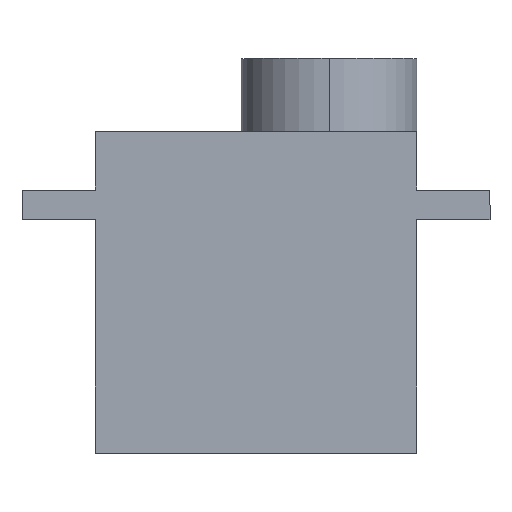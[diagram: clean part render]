
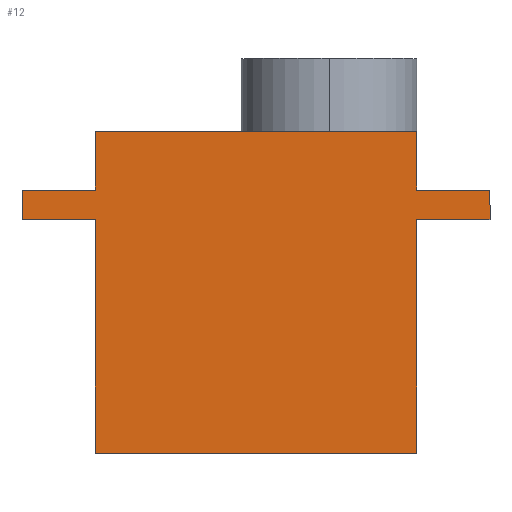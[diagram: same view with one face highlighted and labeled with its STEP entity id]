
A CAD part, top view. The second image highlights one B-rep face of the part: STEP entity #12.
In plain terms, the highlighted planar face has unit normal (0, 0, 1).
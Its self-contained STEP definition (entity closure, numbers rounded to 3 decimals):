
#2 = DIRECTION ( 'NONE',  ( 0., -1., 0. ) ) ;
#12 = ADVANCED_FACE ( 'NONE', ( #535 ), #678, .F. ) ;
#18 = ORIENTED_EDGE ( 'NONE', *, *, #405, .F. ) ;
#31 = CARTESIAN_POINT ( 'NONE',  ( 0., 22., 0. ) ) ;
#35 = VECTOR ( 'NONE', #82, 1000. ) ;
#48 = CARTESIAN_POINT ( 'NONE',  ( 0., 0., 0. ) ) ;
#49 = EDGE_CURVE ( 'NONE', #666, #56, #586, .T. ) ;
#51 = VERTEX_POINT ( 'NONE', #573 ) ;
#55 = CARTESIAN_POINT ( 'NONE',  ( 0., 22., 0. ) ) ;
#56 = VERTEX_POINT ( 'NONE', #751 ) ;
#57 = CARTESIAN_POINT ( 'NONE',  ( 22., 22., 0. ) ) ;
#73 = LINE ( 'NONE', #324, #529 ) ;
#82 = DIRECTION ( 'NONE',  ( -1., 0., 0. ) ) ;
#95 = ORIENTED_EDGE ( 'NONE', *, *, #520, .T. ) ;
#119 = VERTEX_POINT ( 'NONE', #453 ) ;
#138 = CARTESIAN_POINT ( 'NONE',  ( 0., 16., 0. ) ) ;
#144 = LINE ( 'NONE', #303, #553 ) ;
#174 = VERTEX_POINT ( 'NONE', #523 ) ;
#179 = VERTEX_POINT ( 'NONE', #526 ) ;
#185 = VERTEX_POINT ( 'NONE', #651 ) ;
#198 = ORIENTED_EDGE ( 'NONE', *, *, #556, .T. ) ;
#220 = CARTESIAN_POINT ( 'NONE',  ( -5., 16., 0. ) ) ;
#221 = VECTOR ( 'NONE', #343, 1000. ) ;
#234 = LINE ( 'NONE', #491, #327 ) ;
#236 = EDGE_CURVE ( 'NONE', #174, #394, #410, .T. ) ;
#241 = LINE ( 'NONE', #220, #221 ) ;
#249 = LINE ( 'NONE', #55, #325 ) ;
#255 = DIRECTION ( 'NONE',  ( 1., 0., 0. ) ) ;
#260 = DIRECTION ( 'NONE',  ( 0., 0., -1. ) ) ;
#261 = VERTEX_POINT ( 'NONE', #292 ) ;
#271 = LINE ( 'NONE', #732, #35 ) ;
#292 = CARTESIAN_POINT ( 'NONE',  ( 22., 0., 0. ) ) ;
#297 = EDGE_CURVE ( 'NONE', #394, #700, #401, .T. ) ;
#299 = VERTEX_POINT ( 'NONE', #48 ) ;
#300 = CARTESIAN_POINT ( 'NONE',  ( 22., 22., 0. ) ) ;
#303 = CARTESIAN_POINT ( 'NONE',  ( 27., 18., 0. ) ) ;
#309 = EDGE_CURVE ( 'NONE', #666, #690, #249, .T. ) ;
#312 = ORIENTED_EDGE ( 'NONE', *, *, #406, .T. ) ;
#315 = ORIENTED_EDGE ( 'NONE', *, *, #625, .T. ) ;
#322 = DIRECTION ( 'NONE',  ( -1., 0., 0. ) ) ;
#324 = CARTESIAN_POINT ( 'NONE',  ( 0., 0., 0. ) ) ;
#325 = VECTOR ( 'NONE', #592, 1000. ) ;
#327 = VECTOR ( 'NONE', #255, 1000. ) ;
#343 = DIRECTION ( 'NONE',  ( 1., 0., 0. ) ) ;
#345 = DIRECTION ( 'NONE',  ( 0., -1., 0. ) ) ;
#354 = CARTESIAN_POINT ( 'NONE',  ( -5., 18., 0. ) ) ;
#357 = ORIENTED_EDGE ( 'NONE', *, *, #49, .T. ) ;
#366 = VECTOR ( 'NONE', #667, 1000. ) ;
#374 = EDGE_CURVE ( 'NONE', #700, #299, #601, .T. ) ;
#384 = ORIENTED_EDGE ( 'NONE', *, *, #754, .T. ) ;
#394 = VERTEX_POINT ( 'NONE', #483 ) ;
#401 = LINE ( 'NONE', #652, #428 ) ;
#405 = EDGE_CURVE ( 'NONE', #51, #185, #466, .T. ) ;
#406 = EDGE_CURVE ( 'NONE', #632, #179, #144, .T. ) ;
#408 = EDGE_CURVE ( 'NONE', #119, #261, #610, .T. ) ;
#410 = LINE ( 'NONE', #354, #618 ) ;
#413 = CARTESIAN_POINT ( 'NONE',  ( 0., 22., 0. ) ) ;
#414 = DIRECTION ( 'NONE',  ( 0., -1., 0. ) ) ;
#418 = VECTOR ( 'NONE', #345, 1000. ) ;
#421 = ORIENTED_EDGE ( 'NONE', *, *, #236, .T. ) ;
#423 = CARTESIAN_POINT ( 'NONE',  ( -5., 18., 0. ) ) ;
#428 = VECTOR ( 'NONE', #531, 1000. ) ;
#431 = ORIENTED_EDGE ( 'NONE', *, *, #408, .F. ) ;
#438 = VECTOR ( 'NONE', #2, 1000. ) ;
#449 = CARTESIAN_POINT ( 'NONE',  ( 0., 22., 0. ) ) ;
#451 = AXIS2_PLACEMENT_3D ( 'NONE', #31, #260, #322 ) ;
#453 = CARTESIAN_POINT ( 'NONE',  ( 22., 16., 0. ) ) ;
#459 = ORIENTED_EDGE ( 'NONE', *, *, #524, .F. ) ;
#466 = LINE ( 'NONE', #300, #565 ) ;
#483 = CARTESIAN_POINT ( 'NONE',  ( -5., 16., 0. ) ) ;
#487 = EDGE_LOOP ( 'NONE', ( #431, #384, #312, #198, #18, #459, #673, #357, #95, #421, #630, #519, #315 ) ) ;
#491 = CARTESIAN_POINT ( 'NONE',  ( 0., 22., 0. ) ) ;
#519 = ORIENTED_EDGE ( 'NONE', *, *, #374, .T. ) ;
#520 = EDGE_CURVE ( 'NONE', #56, #174, #271, .T. ) ;
#523 = CARTESIAN_POINT ( 'NONE',  ( -5., 18., 0. ) ) ;
#524 = EDGE_CURVE ( 'NONE', #690, #51, #234, .T. ) ;
#526 = CARTESIAN_POINT ( 'NONE',  ( 27., 18., 0. ) ) ;
#529 = VECTOR ( 'NONE', #626, 1000. ) ;
#531 = DIRECTION ( 'NONE',  ( 1., 0., 0. ) ) ;
#535 = FACE_OUTER_BOUND ( 'NONE', #487, .T. ) ;
#536 = LINE ( 'NONE', #423, #687 ) ;
#553 = VECTOR ( 'NONE', #597, 1000. ) ;
#556 = EDGE_CURVE ( 'NONE', #179, #185, #536, .T. ) ;
#561 = CARTESIAN_POINT ( 'NONE',  ( 0., 22., 0. ) ) ;
#565 = VECTOR ( 'NONE', #414, 1000. ) ;
#573 = CARTESIAN_POINT ( 'NONE',  ( 22., 22., 0. ) ) ;
#574 = CARTESIAN_POINT ( 'NONE',  ( 16., 22., 0. ) ) ;
#586 = LINE ( 'NONE', #449, #418 ) ;
#589 = DIRECTION ( 'NONE',  ( 0., -1., 0. ) ) ;
#592 = DIRECTION ( 'NONE',  ( 1., 0., 0. ) ) ;
#597 = DIRECTION ( 'NONE',  ( 0., 1., 0. ) ) ;
#601 = LINE ( 'NONE', #413, #438 ) ;
#610 = LINE ( 'NONE', #57, #366 ) ;
#618 = VECTOR ( 'NONE', #589, 1000. ) ;
#625 = EDGE_CURVE ( 'NONE', #299, #261, #73, .T. ) ;
#626 = DIRECTION ( 'NONE',  ( 1., 0., 0. ) ) ;
#630 = ORIENTED_EDGE ( 'NONE', *, *, #297, .T. ) ;
#632 = VERTEX_POINT ( 'NONE', #691 ) ;
#651 = CARTESIAN_POINT ( 'NONE',  ( 22., 18., 0. ) ) ;
#652 = CARTESIAN_POINT ( 'NONE',  ( -5., 16., 0. ) ) ;
#666 = VERTEX_POINT ( 'NONE', #561 ) ;
#667 = DIRECTION ( 'NONE',  ( 0., -1., 0. ) ) ;
#673 = ORIENTED_EDGE ( 'NONE', *, *, #309, .F. ) ;
#678 = PLANE ( 'NONE',  #451 ) ;
#687 = VECTOR ( 'NONE', #730, 1000. ) ;
#690 = VERTEX_POINT ( 'NONE', #574 ) ;
#691 = CARTESIAN_POINT ( 'NONE',  ( 27., 16., 0. ) ) ;
#700 = VERTEX_POINT ( 'NONE', #138 ) ;
#730 = DIRECTION ( 'NONE',  ( -1., 0., 0. ) ) ;
#732 = CARTESIAN_POINT ( 'NONE',  ( -5., 18., 0. ) ) ;
#751 = CARTESIAN_POINT ( 'NONE',  ( 0., 18., 0. ) ) ;
#754 = EDGE_CURVE ( 'NONE', #119, #632, #241, .T. ) ;
